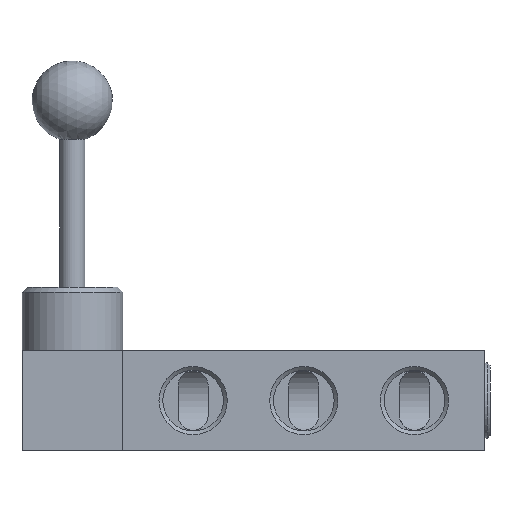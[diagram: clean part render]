
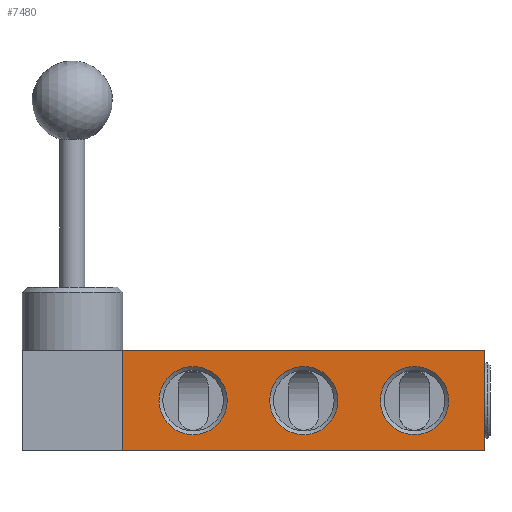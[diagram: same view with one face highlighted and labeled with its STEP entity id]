
A CAD part, front view. The second image highlights one B-rep face of the part: STEP entity #7480.
In plain terms, the highlighted planar face has unit normal (0, -1, 0).
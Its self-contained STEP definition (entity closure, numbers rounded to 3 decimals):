
#332=LINE('',#9932,#860);
#392=LINE('',#10407,#920);
#431=LINE('',#10703,#959);
#434=LINE('',#10714,#962);
#860=VECTOR('',#8487,1000.);
#920=VECTOR('',#8551,1000.);
#959=VECTOR('',#8692,1000.);
#962=VECTOR('',#8705,1000.);
#1740=ORIENTED_EDGE('',*,*,#3047,.T.);
#1741=ORIENTED_EDGE('',*,*,#3048,.T.);
#1742=ORIENTED_EDGE('',*,*,#3049,.T.);
#1743=ORIENTED_EDGE('',*,*,#2877,.T.);
#1744=ORIENTED_EDGE('',*,*,#3045,.T.);
#1745=ORIENTED_EDGE('',*,*,#2956,.F.);
#1746=ORIENTED_EDGE('',*,*,#3039,.F.);
#2877=EDGE_CURVE('',#3563,#3565,#332,.T.);
#2956=EDGE_CURVE('',#3644,#3645,#392,.T.);
#3039=EDGE_CURVE('',#3563,#3644,#431,.T.);
#3045=EDGE_CURVE('',#3565,#3645,#434,.T.);
#3047=EDGE_CURVE('',#3731,#3731,#4025,.F.);
#3048=EDGE_CURVE('',#3732,#3732,#4026,.F.);
#3049=EDGE_CURVE('',#3733,#3733,#4027,.F.);
#3563=VERTEX_POINT('',#9927);
#3565=VERTEX_POINT('',#9931);
#3644=VERTEX_POINT('',#10406);
#3645=VERTEX_POINT('',#10408);
#3731=VERTEX_POINT('',#10719);
#3732=VERTEX_POINT('',#10721);
#3733=VERTEX_POINT('',#10723);
#4025=CIRCLE('',#7904,13.559);
#4026=CIRCLE('',#7905,13.559);
#4027=CIRCLE('',#7906,13.559);
#4227=EDGE_LOOP('',(#1740));
#4228=EDGE_LOOP('',(#1741));
#4229=EDGE_LOOP('',(#1742));
#4230=EDGE_LOOP('',(#1743,#1744,#1745,#1746));
#4683=FACE_BOUND('',#4227,.T.);
#4684=FACE_BOUND('',#4228,.T.);
#4685=FACE_BOUND('',#4229,.T.);
#4686=FACE_BOUND('',#4230,.T.);
#5027=PLANE('',#7903);
#7480=ADVANCED_FACE('',(#4683,#4684,#4685,#4686),#5027,.T.);
#7903=AXIS2_PLACEMENT_3D('',#10717,#8708,#8709);
#7904=AXIS2_PLACEMENT_3D('',#10718,#8710,#8711);
#7905=AXIS2_PLACEMENT_3D('',#10720,#8712,#8713);
#7906=AXIS2_PLACEMENT_3D('',#10722,#8714,#8715);
#8487=DIRECTION('',(1.,0.,0.));
#8551=DIRECTION('',(1.,0.,0.));
#8692=DIRECTION('',(0.,0.,1.));
#8705=DIRECTION('',(0.,0.,1.));
#8708=DIRECTION('',(0.,-1.,0.));
#8709=DIRECTION('',(1.,0.,0.));
#8710=DIRECTION('',(0.,-1.,0.));
#8711=DIRECTION('',(0.,0.,-1.));
#8712=DIRECTION('',(0.,-1.,0.));
#8713=DIRECTION('',(0.,0.,-1.));
#8714=DIRECTION('',(0.,-1.,0.));
#8715=DIRECTION('',(0.,0.,-1.));
#9927=CARTESIAN_POINT('',(-144.,-40.,-20.));
#9931=CARTESIAN_POINT('',(0.,-40.,-20.));
#9932=CARTESIAN_POINT('',(-144.,-40.,-20.));
#10406=CARTESIAN_POINT('',(-144.,-40.,20.));
#10407=CARTESIAN_POINT('',(-144.,-40.,20.));
#10408=CARTESIAN_POINT('',(0.,-40.,20.));
#10703=CARTESIAN_POINT('',(-144.,-40.,-20.));
#10714=CARTESIAN_POINT('',(0.,-40.,-20.));
#10717=CARTESIAN_POINT('',(-144.,-40.,-20.));
#10718=CARTESIAN_POINT('',(-116.,-40.,0.));
#10719=CARTESIAN_POINT('',(-116.,-40.,-13.559));
#10720=CARTESIAN_POINT('',(-72.,-40.,0.));
#10721=CARTESIAN_POINT('',(-72.,-40.,-13.559));
#10722=CARTESIAN_POINT('',(-28.,-40.,0.));
#10723=CARTESIAN_POINT('',(-28.,-40.,-13.559));
